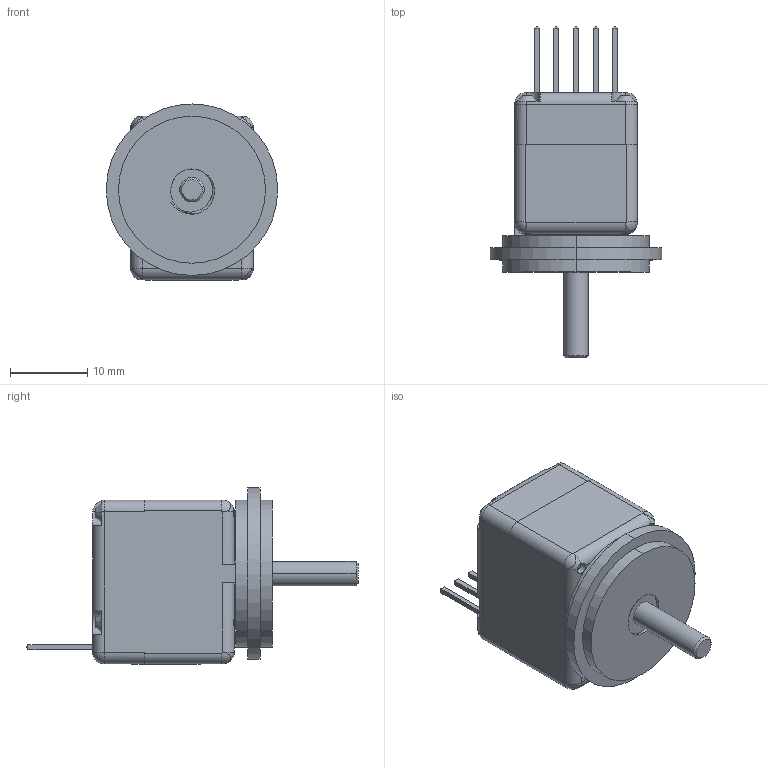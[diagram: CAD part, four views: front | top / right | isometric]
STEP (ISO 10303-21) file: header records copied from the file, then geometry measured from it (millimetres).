
FILE_DESCRIPTION((''),'2;1');
FILE_NAME('ENW1D-D16-L','2016-08-16T',('RICKB'),('Bourns, Inc.'),'CREO PARAMETRIC BY PTC INC, 2016130','CREO PARAMETRIC BY PTC INC, 2016130','');
FILE_SCHEMA(('CONFIG_CONTROL_DESIGN'));
Length unit declared in the file: inch
Products named in the file (1): ENW1D-D16-L
Bounding box: 22.23 x 43.03 x 22.82 mm (x, y, z)
Volume: 7646.9 mm3; surface area: 3316.6 mm2
Topology: 1 solids, 18 shells, 562 faces, 1386 edges, 900 vertices
Faces by surface type: plane 355, cylinder 129, cone 32, extrusion 16, torus 16, sphere 8, bspline 6
Entity records: 17195 total; most frequent: CARTESIAN_POINT 3726, ORIENTED_EDGE 2772, DIRECTION 2723, EDGE_CURVE 1386, VECTOR 965, LINE 949, VERTEX_POINT 900, AXIS2_PLACEMENT_3D 879
